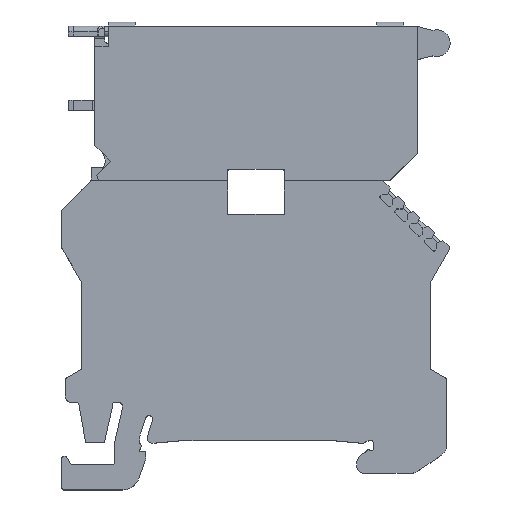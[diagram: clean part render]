
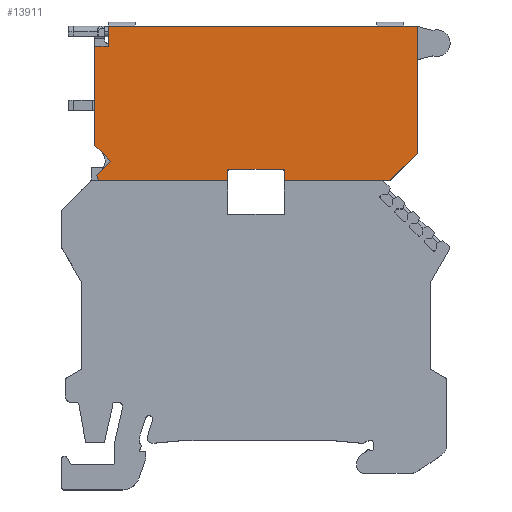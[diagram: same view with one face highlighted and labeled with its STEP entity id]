
A CAD part, top view. The second image highlights one B-rep face of the part: STEP entity #13911.
In plain terms, the highlighted planar face has unit normal (0, 0, 1).
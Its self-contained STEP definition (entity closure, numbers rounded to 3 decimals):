
#13200=DIRECTION('',(-0.342,0.94,0.));
#13201=VECTOR('',#13200,0.887);
#13202=CARTESIAN_POINT('',(-23.403,0.,0.2));
#13203=LINE('',#13202,#13201);
#13204=DIRECTION('',(0.707,0.707,0.));
#13205=VECTOR('',#13204,2.95);
#13206=CARTESIAN_POINT('',(-23.706,0.834,0.2));
#13207=LINE('',#13206,#13205);
#13208=DIRECTION('',(-0.707,0.707,0.));
#13209=VECTOR('',#13208,3.366);
#13210=CARTESIAN_POINT('',(-21.62,2.92,0.2));
#13211=LINE('',#13210,#13209);
#13212=DIRECTION('',(0.,-1.,0.));
#13213=VECTOR('',#13212,14.7);
#13214=CARTESIAN_POINT('',(-24.,20.,0.2));
#13215=LINE('',#13214,#13213);
#13216=DIRECTION('',(1.,0.,0.));
#13217=VECTOR('',#13216,2.);
#13218=CARTESIAN_POINT('',(-24.,20.,0.2));
#13219=LINE('',#13218,#13217);
#13220=DIRECTION('',(0.,-1.,0.));
#13221=VECTOR('',#13220,3.);
#13222=CARTESIAN_POINT('',(-22.,23.,0.2));
#13223=LINE('',#13222,#13221);
#13224=DIRECTION('',(-1.,0.,0.));
#13225=VECTOR('',#13224,46.);
#13226=CARTESIAN_POINT('',(24.,23.,0.2));
#13227=LINE('',#13226,#13225);
#13228=DIRECTION('',(0.,1.,0.));
#13229=VECTOR('',#13228,18.9);
#13230=CARTESIAN_POINT('',(24.,4.1,0.2));
#13231=LINE('',#13230,#13229);
#13232=DIRECTION('',(0.707,0.707,0.));
#13233=VECTOR('',#13232,5.798);
#13234=CARTESIAN_POINT('',(19.9,0.,0.2));
#13235=LINE('',#13234,#13233);
#13236=DIRECTION('',(1.,0.,0.));
#13237=VECTOR('',#13236,15.7);
#13238=CARTESIAN_POINT('',(4.2,0.,0.2));
#13239=LINE('',#13238,#13237);
#13240=DIRECTION('',(0.,1.,0.));
#13241=VECTOR('',#13240,1.7);
#13242=CARTESIAN_POINT('',(4.2,0.,0.2));
#13243=LINE('',#13242,#13241);
#13244=DIRECTION('',(-1.,0.,0.));
#13245=VECTOR('',#13244,8.4);
#13246=CARTESIAN_POINT('',(4.2,1.7,0.2));
#13247=LINE('',#13246,#13245);
#13248=DIRECTION('',(0.,1.,0.));
#13249=VECTOR('',#13248,1.7);
#13250=CARTESIAN_POINT('',(-4.2,0.,0.2));
#13251=LINE('',#13250,#13249);
#13252=DIRECTION('',(1.,0.,0.));
#13253=VECTOR('',#13252,19.203);
#13254=CARTESIAN_POINT('',(-23.403,0.,0.2));
#13255=LINE('',#13254,#13253);
#13262=CARTESIAN_POINT('',(19.9,0.,0.2));
#13263=CARTESIAN_POINT('',(24.,4.1,0.2));
#13264=VERTEX_POINT('',#13262);
#13265=VERTEX_POINT('',#13263);
#13266=CARTESIAN_POINT('',(24.,23.,0.2));
#13267=VERTEX_POINT('',#13266);
#13269=CARTESIAN_POINT('',(-4.2,0.,0.2));
#13271=VERTEX_POINT('',#13269);
#13273=CARTESIAN_POINT('',(4.2,0.,0.2));
#13275=VERTEX_POINT('',#13273);
#13280=CARTESIAN_POINT('',(-4.2,1.7,0.2));
#13281=VERTEX_POINT('',#13280);
#13282=CARTESIAN_POINT('',(4.2,1.7,0.2));
#13283=VERTEX_POINT('',#13282);
#13345=CARTESIAN_POINT('',(-24.,20.,0.2));
#13347=VERTEX_POINT('',#13345);
#13349=CARTESIAN_POINT('',(-22.,23.,0.2));
#13351=VERTEX_POINT('',#13349);
#13358=CARTESIAN_POINT('',(-22.,20.,0.2));
#13359=VERTEX_POINT('',#13358);
#13361=CARTESIAN_POINT('',(-24.,5.3,0.2));
#13363=VERTEX_POINT('',#13361);
#13366=CARTESIAN_POINT('',(-21.62,2.92,0.2));
#13367=VERTEX_POINT('',#13366);
#13369=CARTESIAN_POINT('',(-23.403,0.,0.2));
#13371=VERTEX_POINT('',#13369);
#13374=CARTESIAN_POINT('',(-23.706,0.834,0.2));
#13375=VERTEX_POINT('',#13374);
#13890=CARTESIAN_POINT('',(0.,0.,0.2));
#13891=DIRECTION('',(0.,0.,1.));
#13892=DIRECTION('',(1.,0.,0.));
#13893=AXIS2_PLACEMENT_3D('',#13890,#13891,#13892);
#13894=PLANE('',#13893);
#13895=ORIENTED_EDGE('',*,*,#13574,.T.);
#13896=ORIENTED_EDGE('',*,*,#13590,.T.);
#13897=ORIENTED_EDGE('',*,*,#13602,.T.);
#13898=ORIENTED_EDGE('',*,*,#13618,.F.);
#13899=ORIENTED_EDGE('',*,*,#13632,.T.);
#13900=ORIENTED_EDGE('',*,*,#13647,.F.);
#13901=ORIENTED_EDGE('',*,*,#13788,.F.);
#13902=ORIENTED_EDGE('',*,*,#13800,.F.);
#13903=ORIENTED_EDGE('',*,*,#13814,.F.);
#13904=ORIENTED_EDGE('',*,*,#13828,.F.);
#13905=ORIENTED_EDGE('',*,*,#13858,.T.);
#13906=ORIENTED_EDGE('',*,*,#13871,.T.);
#13907=ORIENTED_EDGE('',*,*,#13883,.F.);
#13908=ORIENTED_EDGE('',*,*,#13841,.F.);
#13909=EDGE_LOOP('',(#13895,#13896,#13897,#13898,#13899,#13900,#13901,#13902,
#13903,#13904,#13905,#13906,#13907,#13908));
#13910=FACE_OUTER_BOUND('',#13909,.F.);
#13574=EDGE_CURVE('',#13371,#13375,#13203,.T.);
#13590=EDGE_CURVE('',#13375,#13367,#13207,.T.);
#13602=EDGE_CURVE('',#13367,#13363,#13211,.T.);
#13618=EDGE_CURVE('',#13347,#13363,#13215,.T.);
#13632=EDGE_CURVE('',#13347,#13359,#13219,.T.);
#13647=EDGE_CURVE('',#13351,#13359,#13223,.T.);
#13788=EDGE_CURVE('',#13267,#13351,#13227,.T.);
#13800=EDGE_CURVE('',#13265,#13267,#13231,.T.);
#13814=EDGE_CURVE('',#13264,#13265,#13235,.T.);
#13828=EDGE_CURVE('',#13275,#13264,#13239,.T.);
#13841=EDGE_CURVE('',#13371,#13271,#13255,.T.);
#13858=EDGE_CURVE('',#13275,#13283,#13243,.T.);
#13871=EDGE_CURVE('',#13283,#13281,#13247,.T.);
#13883=EDGE_CURVE('',#13271,#13281,#13251,.T.);
#13911=ADVANCED_FACE('',(#13910),#13894,.T.);
